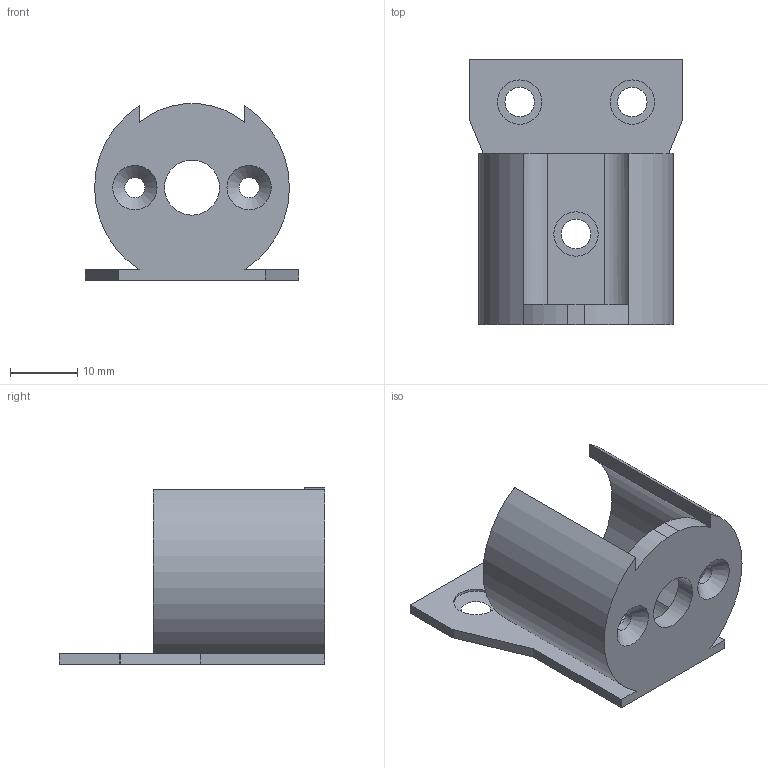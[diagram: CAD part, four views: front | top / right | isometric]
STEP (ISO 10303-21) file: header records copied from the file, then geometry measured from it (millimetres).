
FILE_DESCRIPTION(/* description */ (''),/* implementation_level */ '2;1');
FILE_NAME(/* name */ 'Motor Bracket.step',/* time_stamp */ '2025-08-28T15:54:06+07:00',/* author */ (''),/* organization */ (''),/* preprocessor_version */ 'ST-DEVELOPER v20.1',/* originating_system */ 'Autodesk Translation Framework v14.10.0.0',/* authorisation */ '');
FILE_SCHEMA (('AUTOMOTIVE_DESIGN { 1 0 10303 214 3 1 1 }'));
Length unit declared in the file: millimetre
Products named in the file (1): Bracket v1 2.0
Bounding box: 31.75 x 39.5 x 26.2 mm (x, y, z)
Volume: 5064.8 mm3; surface area: 6064.7 mm2
Topology: 1 solids, 1 shells, 38 faces, 102 edges, 66 vertices
Faces by surface type: plane 20, cylinder 13, cone 5
Full cylindrical faces by diameter (mm): 3 x2, 6.6 x2, 8.2 x1
Entity records: 1249 total; most frequent: DIRECTION 214, CARTESIAN_POINT 207, ORIENTED_EDGE 204, EDGE_CURVE 102, AXIS2_PLACEMENT_3D 73, LINE 68, VECTOR 68, VERTEX_POINT 66
